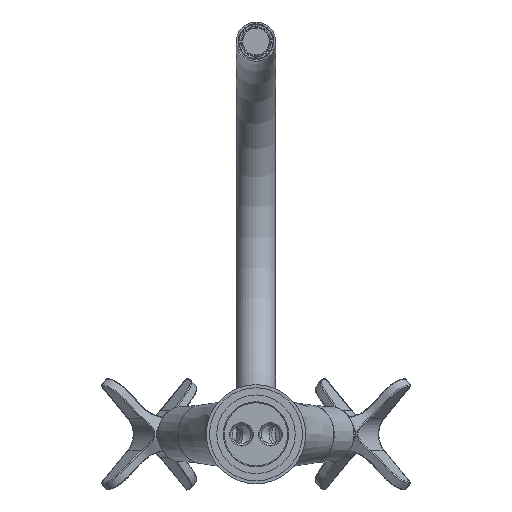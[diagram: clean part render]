
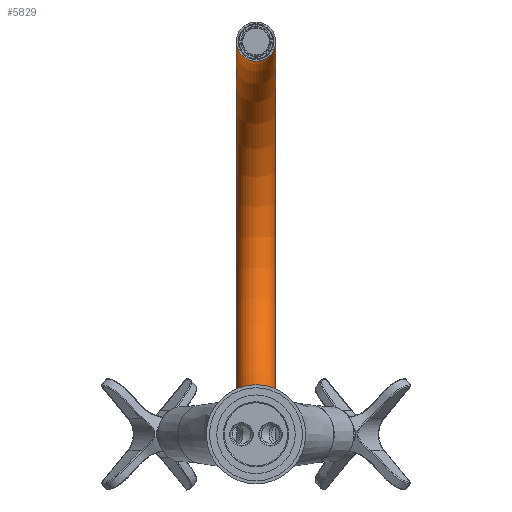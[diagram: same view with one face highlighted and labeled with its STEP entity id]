
A CAD part, front view. The second image highlights one B-rep face of the part: STEP entity #5829.
In plain terms, the highlighted toroidal (fillet/blend) face has major radius 95 mm and minor radius 9.5 mm.
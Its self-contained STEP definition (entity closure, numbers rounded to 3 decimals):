
#786 = CARTESIAN_POINT ( 'NONE',  ( 0., 243.6, 95. ) ) ;
#2172 = CARTESIAN_POINT ( 'NONE',  ( -9.5, 243.6, 190. ) ) ;
#2694 = ORIENTED_EDGE ( 'NONE', *, *, #17128, .T. ) ;
#2696 = FACE_OUTER_BOUND ( 'NONE', #7675, .T. ) ;
#4251 = AXIS2_PLACEMENT_3D ( 'NONE', #24986, #15183, #11105 ) ;
#5348 = DIRECTION ( 'NONE',  ( 0., 1., 0. ) ) ;
#5829 = ADVANCED_FACE ( 'NONE', ( #18203, #2696 ), #22789, .T. ) ;
#7390 = DIRECTION ( 'NONE',  ( -1., 0., 0. ) ) ;
#7675 = EDGE_LOOP ( 'NONE', ( #2694 ) ) ;
#10450 = DIRECTION ( 'NONE',  ( 1., 0., 0. ) ) ;
#10701 = DIRECTION ( 'NONE',  ( 0., 0., -1. ) ) ;
#11062 = CIRCLE ( 'NONE', #11494, 9.5 ) ;
#11105 = DIRECTION ( 'NONE',  ( -1., 0., 0. ) ) ;
#11206 = CARTESIAN_POINT ( 'NONE',  ( 0., 243.6, 0. ) ) ;
#11494 = AXIS2_PLACEMENT_3D ( 'NONE', #11206, #5348, #7390 ) ;
#11841 = VERTEX_POINT ( 'NONE', #2172 ) ;
#15183 = DIRECTION ( 'NONE',  ( 0., -1., 0. ) ) ;
#17071 = CARTESIAN_POINT ( 'NONE',  ( -9.5, 243.6, 0. ) ) ;
#17128 = EDGE_CURVE ( 'NONE', #18976, #18976, #11062, .T. ) ;
#18203 = FACE_OUTER_BOUND ( 'NONE', #18326, .T. ) ;
#18326 = EDGE_LOOP ( 'NONE', ( #20489 ) ) ;
#18976 = VERTEX_POINT ( 'NONE', #17071 ) ;
#20489 = ORIENTED_EDGE ( 'NONE', *, *, #22616, .F. ) ;
#20896 = CIRCLE ( 'NONE', #4251, 9.5 ) ;
#21579 = AXIS2_PLACEMENT_3D ( 'NONE', #786, #10450, #10701 ) ;
#22616 = EDGE_CURVE ( 'NONE', #11841, #11841, #20896, .T. ) ;
#22789 = TOROIDAL_SURFACE ( 'NONE', #21579, 95., 9.5 ) ;
#24986 = CARTESIAN_POINT ( 'NONE',  ( 0., 243.6, 190. ) ) ;
